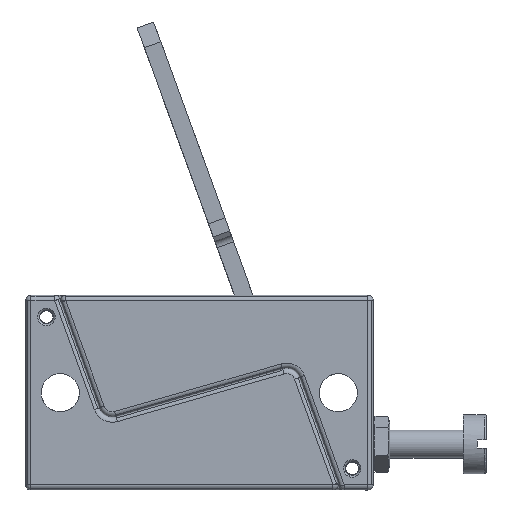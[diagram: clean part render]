
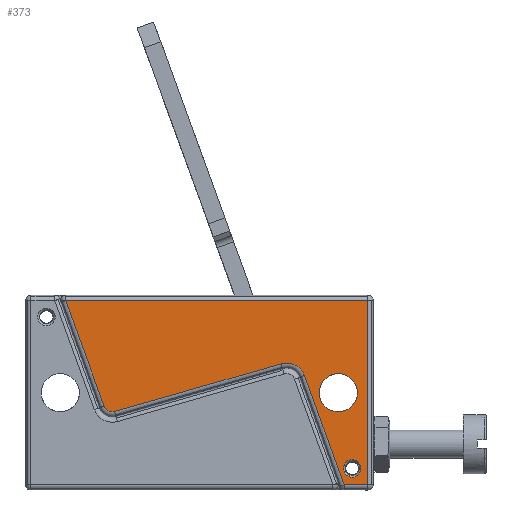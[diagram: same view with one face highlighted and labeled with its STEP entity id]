
A CAD part, front view. The second image highlights one B-rep face of the part: STEP entity #373.
In plain terms, the highlighted planar face has unit normal (0, -1, 0).
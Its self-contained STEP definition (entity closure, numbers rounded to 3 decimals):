
#373=ADVANCED_FACE('',(#1100,#1101,#1102),#1103,.F.);
#1100=FACE_OUTER_BOUND('',#3246,.T.);
#1101=FACE_BOUND('',#3247,.T.);
#1102=FACE_BOUND('',#3248,.T.);
#1103=PLANE('',#3249);
#3246=EDGE_LOOP('',(#6311,#6312,#6313,#6314,#6315,#6316,#6317,#6318));
#3247=EDGE_LOOP('',(#6319,#6320));
#3248=EDGE_LOOP('',(#6321,#6322));
#3249=AXIS2_PLACEMENT_3D('',#6323,#6324,#6325);
#6311=ORIENTED_EDGE('',*,*,#7611,.F.);
#6312=ORIENTED_EDGE('',*,*,#8132,.F.);
#6313=ORIENTED_EDGE('',*,*,#7634,.F.);
#6314=ORIENTED_EDGE('',*,*,#8104,.F.);
#6315=ORIENTED_EDGE('',*,*,#7670,.F.);
#6316=ORIENTED_EDGE('',*,*,#7642,.F.);
#6317=ORIENTED_EDGE('',*,*,#7618,.F.);
#6318=ORIENTED_EDGE('',*,*,#7614,.F.);
#6319=ORIENTED_EDGE('',*,*,#8032,.T.);
#6320=ORIENTED_EDGE('',*,*,#7713,.T.);
#6321=ORIENTED_EDGE('',*,*,#7539,.F.);
#6322=ORIENTED_EDGE('',*,*,#8197,.F.);
#6323=CARTESIAN_POINT('',(-15.927,-8.,19.207));
#6324=DIRECTION('',(0.,1.0,0.));
#6325=DIRECTION('',(1.0,0.,0.));
#7539=EDGE_CURVE('',#8860,#8852,#8862,.T.);
#7611=EDGE_CURVE('',#8996,#8979,#8998,.T.);
#7614=EDGE_CURVE('',#8979,#9003,#9004,.T.);
#7618=EDGE_CURVE('',#9003,#9010,#9011,.T.);
#7634=EDGE_CURVE('',#9039,#9041,#9042,.T.);
#7642=EDGE_CURVE('',#9010,#9056,#9057,.T.);
#7670=EDGE_CURVE('',#9056,#9106,#9107,.T.);
#7713=EDGE_CURVE('',#9184,#9182,#9185,.T.);
#8032=EDGE_CURVE('',#9182,#9184,#9704,.T.);
#8104=EDGE_CURVE('',#9106,#9039,#9803,.T.);
#8132=EDGE_CURVE('',#9041,#8996,#9836,.T.);
#8197=EDGE_CURVE('',#8852,#8860,#9918,.T.);
#8852=VERTEX_POINT('',#10681);
#8860=VERTEX_POINT('',#10690);
#8862=CIRCLE('',#10693,1.25);
#8979=VERTEX_POINT('',#10838);
#8996=VERTEX_POINT('',#10858);
#8998=LINE('',#10860,#10861);
#9003=VERTEX_POINT('',#10867);
#9004=LINE('',#10868,#10869);
#9010=VERTEX_POINT('',#10876);
#9011=LINE('',#10877,#10878);
#9039=VERTEX_POINT('',#10913);
#9041=VERTEX_POINT('',#10915);
#9042=LINE('',#10916,#10917);
#9056=VERTEX_POINT('',#10934);
#9057=LINE('',#10935,#10936);
#9106=VERTEX_POINT('',#10996);
#9107=LINE('',#10997,#10998);
#9182=VERTEX_POINT('',#11126);
#9184=VERTEX_POINT('',#11129);
#9185=CIRCLE('',#11130,2.75);
#9704=CIRCLE('',#12263,2.75);
#9803=CIRCLE('',#12430,2.75);
#9836=CIRCLE('',#12466,1.25);
#9918=CIRCLE('',#12568,1.25);
#10681=CARTESIAN_POINT('',(20.75,-8.,3.1));
#10690=CARTESIAN_POINT('',(23.25,-8.,3.1));
#10693=AXIS2_PLACEMENT_3D('',#13357,#13358,#13359);
#10838=CARTESIAN_POINT('',(-19.229,-8.,27.25));
#10858=CARTESIAN_POINT('',(-13.701,-8.,12.061));
#10860=CARTESIAN_POINT('',(-17.926,-8.,23.672));
#10861=VECTOR('',#13511,10.0);
#10867=CARTESIAN_POINT('',(24.25,-8.,27.25));
#10868=CARTESIAN_POINT('',(-16.922,-8.,27.25));
#10869=VECTOR('',#13516,10.0);
#10876=CARTESIAN_POINT('',(24.25,-8.,0.75));
#10877=CARTESIAN_POINT('',(24.25,-8.,20.188));
#10878=VECTOR('',#13524,10.0);
#10913=CARTESIAN_POINT('',(11.768,-8.,18.155));
#10915=CARTESIAN_POINT('',(-12.181,-8.,11.287));
#10916=CARTESIAN_POINT('',(-13.759,-8.,10.835));
#10917=VECTOR('',#13556,10.0);
#10934=CARTESIAN_POINT('',(20.825,-8.,0.75));
#10935=CARTESIAN_POINT('',(2.187,-8.,0.75));
#10936=VECTOR('',#13572,10.0);
#10996=CARTESIAN_POINT('',(15.11,-8.,16.452));
#10997=CARTESIAN_POINT('',(12.533,-8.,23.532));
#10998=VECTOR('',#13632,10.0);
#11126=CARTESIAN_POINT('',(22.75,-8.,14.));
#11129=CARTESIAN_POINT('',(17.25,-8.,14.));
#11130=AXIS2_PLACEMENT_3D('',#13711,#13712,#13713);
#12263=AXIS2_PLACEMENT_3D('',#14166,#14167,#14168);
#12430=AXIS2_PLACEMENT_3D('',#14306,#14307,#14308);
#12466=AXIS2_PLACEMENT_3D('',#14384,#14385,#14386);
#12568=AXIS2_PLACEMENT_3D('',#14539,#14540,#14541);
#13357=CARTESIAN_POINT('',(22.,-8.,3.1));
#13358=DIRECTION('',(0.,-1.0,0.));
#13359=DIRECTION('',(-1.0,0.,0.));
#13511=DIRECTION('',(-0.342,0.,0.94));
#13516=DIRECTION('',(1.0,0.,0.));
#13524=DIRECTION('',(0.,0.,-1.0));
#13556=DIRECTION('',(-0.961,0.,-0.276));
#13572=DIRECTION('',(-1.0,0.,0.));
#13632=DIRECTION('',(-0.342,0.,0.94));
#13711=CARTESIAN_POINT('',(20.,-8.,14.));
#13712=DIRECTION('',(0.,1.0,0.));
#13713=DIRECTION('',(-1.0,0.,0.));
#14166=CARTESIAN_POINT('',(20.,-8.,14.));
#14167=DIRECTION('',(0.,1.0,0.));
#14168=DIRECTION('',(-1.0,0.,0.));
#14306=CARTESIAN_POINT('',(12.526,-8.,15.511));
#14307=DIRECTION('',(0.,-1.0,0.));
#14308=DIRECTION('',(0.454,0.,0.891));
#14384=CARTESIAN_POINT('',(-12.526,-8.,12.489));
#14385=DIRECTION('',(0.,1.0,0.));
#14386=DIRECTION('',(-0.454,0.,-0.891));
#14539=CARTESIAN_POINT('',(22.,-8.,3.1));
#14540=DIRECTION('',(0.,-1.0,0.));
#14541=DIRECTION('',(-1.0,0.,0.));
